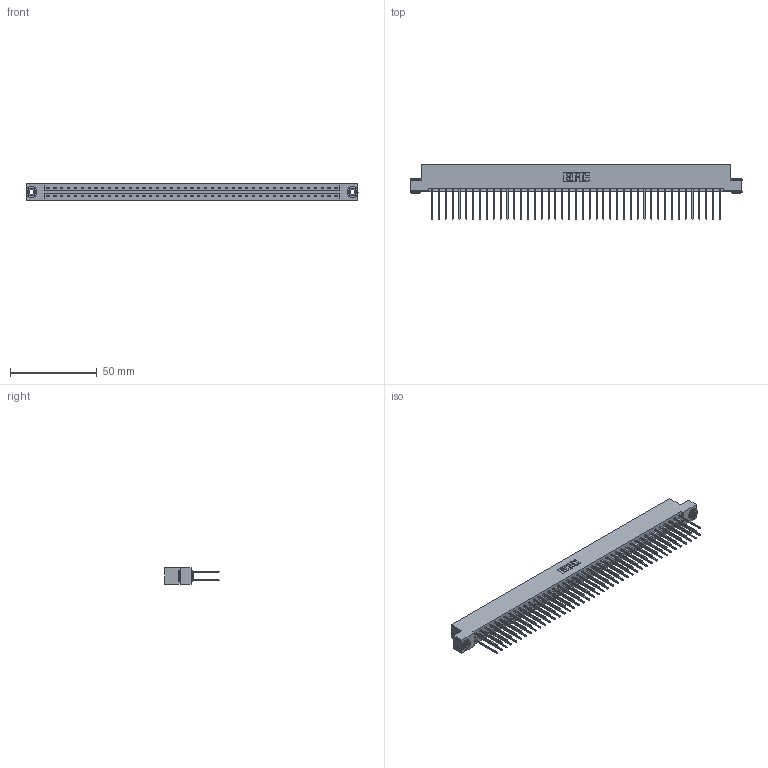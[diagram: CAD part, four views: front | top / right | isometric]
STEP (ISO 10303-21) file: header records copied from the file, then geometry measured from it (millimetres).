
FILE_DESCRIPTION (( 'STEP AP203' ), '1' );
FILE_NAME ('833-086-542-203.STEP', '2020-06-06T03:34:18', ( '' ), ( '' ), 'SwSTEP 2.0', 'SolidWorks 2020', '' );
FILE_SCHEMA (( 'CONFIG_CONTROL_DESIGN' ));
Length unit declared in the file: inch
Products named in the file (4): 345-250-002_345-250-002-102; 833 Part_Flush - .156 Dia - TH; 345-292-001_345-293-142; 833-086-542-203
Assembly tree (89 placements, depth 2):
  833-086-542-203
    833 Part_Flush - .156 Dia - TH
    345-292-001_345-293-142  x86
    345-250-002_345-250-002-102  x2
Bounding box: 191.92 x 31.63 x 9.4 mm (x, y, z)
Volume: 20023.8 mm3; surface area: 25888.4 mm2
Topology: 89 solids, 89 shells, 4624 faces, 13717 edges, 9026 vertices
Faces by surface type: plane 3176, cylinder 1440, cone 8
Entity records: 28202 total; most frequent: CARTESIAN_POINT 4649, ORIENTED_EDGE 4578, DIRECTION 4003, EDGE_CURVE 2289, LINE 2137, VECTOR 2137, VERTEX_POINT 1522, AXIS2_PLACEMENT_3D 933
